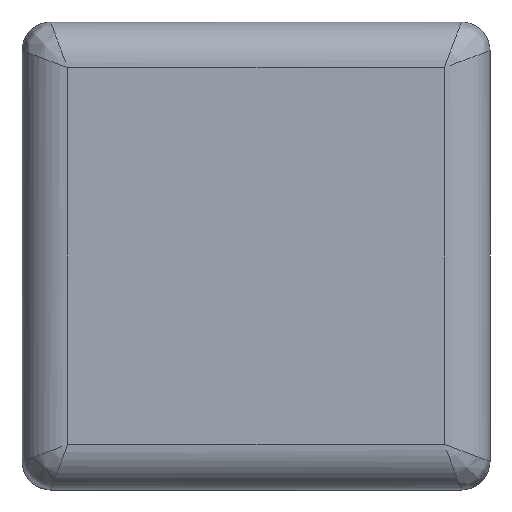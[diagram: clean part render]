
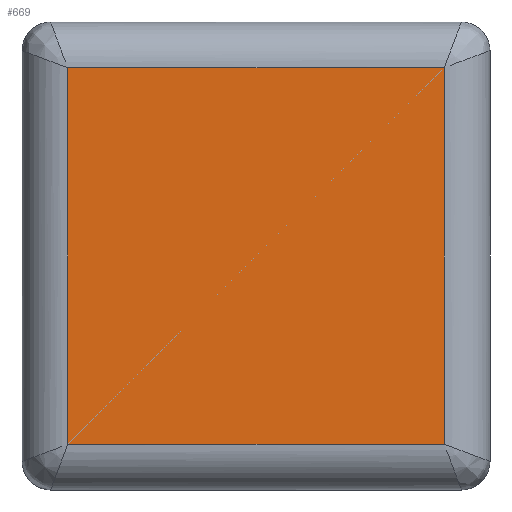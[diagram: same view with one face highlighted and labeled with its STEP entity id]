
A CAD part, left-side view. The second image highlights one B-rep face of the part: STEP entity #669.
In plain terms, the highlighted planar face has unit normal (-1, 0, 0).
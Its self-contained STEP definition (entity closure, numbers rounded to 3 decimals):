
#18 = LINE ( 'NONE', #1282, #1853 ) ;
#51 = DIRECTION ( 'NONE',  ( 0., 0., 1. ) ) ;
#109 = LINE ( 'NONE', #2019, #652 ) ;
#132 = ORIENTED_EDGE ( 'NONE', *, *, #2617, .T. ) ;
#163 = VERTEX_POINT ( 'NONE', #1652 ) ;
#262 = CARTESIAN_POINT ( 'NONE',  ( -0.8, 0.33, 0.82 ) ) ;
#358 = EDGE_CURVE ( 'NONE', #1717, #2572, #1060, .T. ) ;
#398 = CARTESIAN_POINT ( 'NONE',  ( -0.8, -0.33, 0.74 ) ) ;
#541 = DIRECTION ( 'NONE',  ( 0., 1., 0. ) ) ;
#556 = CARTESIAN_POINT ( 'NONE',  ( -0.8, -0.41, 0.82 ) ) ;
#577 = AXIS2_PLACEMENT_3D ( 'NONE', #556, #2037, #766 ) ;
#652 = VECTOR ( 'NONE', #541, 1000. ) ;
#657 = EDGE_CURVE ( 'NONE', #2572, #163, #109, .T. ) ;
#669 = ADVANCED_FACE ( 'NONE', ( #1514 ), #2460, .F. ) ;
#711 = LINE ( 'NONE', #262, #1760 ) ;
#714 = EDGE_LOOP ( 'NONE', ( #2375, #132, #1497, #1093 ) ) ;
#766 = DIRECTION ( 'NONE',  ( 0., 0., -1. ) ) ;
#913 = DIRECTION ( 'NONE',  ( 0., 0., -1. ) ) ;
#1060 = LINE ( 'NONE', #1118, #2117 ) ;
#1093 = ORIENTED_EDGE ( 'NONE', *, *, #657, .T. ) ;
#1118 = CARTESIAN_POINT ( 'NONE',  ( -0.8, -0.33, 0.82 ) ) ;
#1282 = CARTESIAN_POINT ( 'NONE',  ( -0.8, 0., 0.08 ) ) ;
#1392 = CARTESIAN_POINT ( 'NONE',  ( -0.8, -0.33, 0.08 ) ) ;
#1461 = VERTEX_POINT ( 'NONE', #2197 ) ;
#1497 = ORIENTED_EDGE ( 'NONE', *, *, #358, .T. ) ;
#1514 = FACE_OUTER_BOUND ( 'NONE', #714, .T. ) ;
#1652 = CARTESIAN_POINT ( 'NONE',  ( -0.8, 0.33, 0.74 ) ) ;
#1717 = VERTEX_POINT ( 'NONE', #1392 ) ;
#1760 = VECTOR ( 'NONE', #913, 1000. ) ;
#1853 = VECTOR ( 'NONE', #2715, 1000. ) ;
#2019 = CARTESIAN_POINT ( 'NONE',  ( -0.8, -0.41, 0.74 ) ) ;
#2037 = DIRECTION ( 'NONE',  ( 1., 0., 0. ) ) ;
#2117 = VECTOR ( 'NONE', #51, 1000. ) ;
#2197 = CARTESIAN_POINT ( 'NONE',  ( -0.8, 0.33, 0.08 ) ) ;
#2206 = EDGE_CURVE ( 'NONE', #163, #1461, #711, .T. ) ;
#2375 = ORIENTED_EDGE ( 'NONE', *, *, #2206, .T. ) ;
#2460 = PLANE ( 'NONE',  #577 ) ;
#2572 = VERTEX_POINT ( 'NONE', #398 ) ;
#2617 = EDGE_CURVE ( 'NONE', #1461, #1717, #18, .T. ) ;
#2715 = DIRECTION ( 'NONE',  ( 0., -1., 0. ) ) ;
